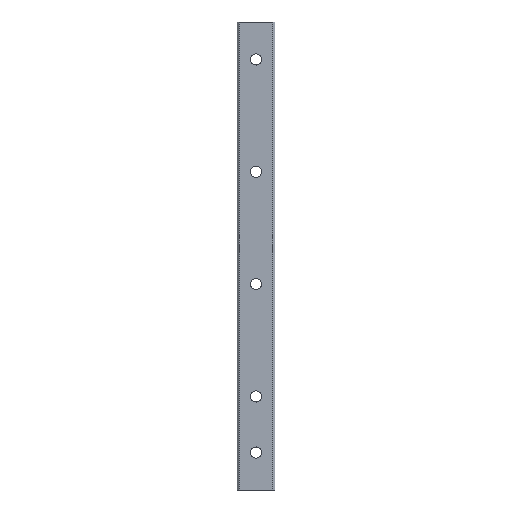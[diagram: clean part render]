
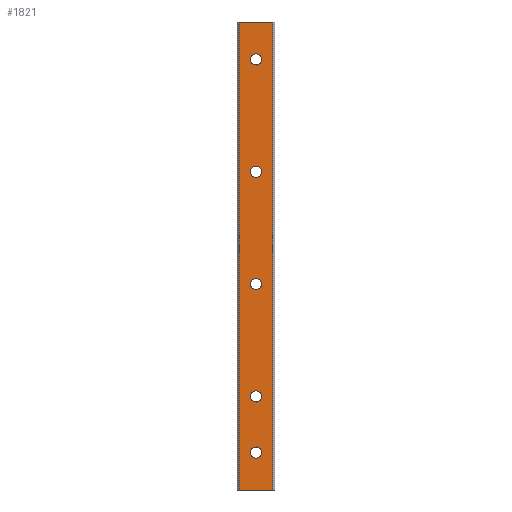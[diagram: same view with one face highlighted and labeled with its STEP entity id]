
A CAD part, front view. The second image highlights one B-rep face of the part: STEP entity #1821.
In plain terms, the highlighted planar face has unit normal (0, -1, 0).
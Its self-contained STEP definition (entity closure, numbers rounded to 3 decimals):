
#29 = VERTEX_POINT ( 'NONE', #1598 ) ;
#43 = CIRCLE ( 'NONE', #191, 3. ) ;
#83 = ORIENTED_EDGE ( 'NONE', *, *, #2217, .F. ) ;
#96 = CARTESIAN_POINT ( 'NONE',  ( 0., -14., -78. ) ) ;
#116 = DIRECTION ( 'NONE',  ( 0., 1., 0. ) ) ;
#130 = LINE ( 'NONE', #1117, #1307 ) ;
#137 = AXIS2_PLACEMENT_3D ( 'NONE', #1273, #731, #1099 ) ;
#146 = DIRECTION ( 'NONE',  ( 0., 1., 0. ) ) ;
#148 = FACE_BOUND ( 'NONE', #1711, .T. ) ;
#166 = ORIENTED_EDGE ( 'NONE', *, *, #1999, .T. ) ;
#171 = DIRECTION ( 'NONE',  ( 0., 0., -1. ) ) ;
#180 = CARTESIAN_POINT ( 'NONE',  ( 0., -14., -75. ) ) ;
#188 = CARTESIAN_POINT ( 'NONE',  ( 0., -14., -18. ) ) ;
#191 = AXIS2_PLACEMENT_3D ( 'NONE', #1138, #292, #2258 ) ;
#196 = DIRECTION ( 'NONE',  ( 0., 0., 1. ) ) ;
#216 = DIRECTION ( 'NONE',  ( 0., 1., 0. ) ) ;
#217 = ORIENTED_EDGE ( 'NONE', *, *, #2200, .T. ) ;
#252 = VERTEX_POINT ( 'NONE', #1671 ) ;
#254 = VERTEX_POINT ( 'NONE', #96 ) ;
#292 = DIRECTION ( 'NONE',  ( 0., 1., 0. ) ) ;
#314 = CARTESIAN_POINT ( 'NONE',  ( 0., -14., -12. ) ) ;
#323 = ORIENTED_EDGE ( 'NONE', *, *, #1914, .T. ) ;
#370 = DIRECTION ( 'NONE',  ( 0., 0., 1. ) ) ;
#386 = EDGE_LOOP ( 'NONE', ( #217, #901 ) ) ;
#435 = DIRECTION ( 'NONE',  ( 0., 1., 0. ) ) ;
#451 = FACE_BOUND ( 'NONE', #1049, .T. ) ;
#477 = AXIS2_PLACEMENT_3D ( 'NONE', #1664, #216, #1646 ) ;
#514 = AXIS2_PLACEMENT_3D ( 'NONE', #1369, #1549, #2193 ) ;
#527 = CIRCLE ( 'NONE', #577, 3. ) ;
#577 = AXIS2_PLACEMENT_3D ( 'NONE', #594, #1994, #971 ) ;
#594 = CARTESIAN_POINT ( 'NONE',  ( 0., -14., -105. ) ) ;
#595 = CIRCLE ( 'NONE', #477, 3. ) ;
#611 = VERTEX_POINT ( 'NONE', #1621 ) ;
#615 = CARTESIAN_POINT ( 'NONE',  ( 0., -14., -15. ) ) ;
#622 = DIRECTION ( 'NONE',  ( 0., 0., 1. ) ) ;
#629 = EDGE_CURVE ( 'NONE', #252, #1374, #595, .T. ) ;
#635 = EDGE_LOOP ( 'NONE', ( #1190, #710 ) ) ;
#710 = ORIENTED_EDGE ( 'NONE', *, *, #1371, .T. ) ;
#731 = DIRECTION ( 'NONE',  ( 0., 1., 0. ) ) ;
#747 = ORIENTED_EDGE ( 'NONE', *, *, #1277, .F. ) ;
#764 = CARTESIAN_POINT ( 'NONE',  ( 9., -14., 125. ) ) ;
#768 = VERTEX_POINT ( 'NONE', #764 ) ;
#785 = FACE_OUTER_BOUND ( 'NONE', #1944, .T. ) ;
#787 = CIRCLE ( 'NONE', #978, 3. ) ;
#790 = DIRECTION ( 'NONE',  ( 0., 0., 1. ) ) ;
#843 = LINE ( 'NONE', #1330, #1804 ) ;
#886 = EDGE_CURVE ( 'NONE', #1869, #2068, #43, .T. ) ;
#892 = FACE_BOUND ( 'NONE', #635, .T. ) ;
#894 = CIRCLE ( 'NONE', #1050, 3. ) ;
#901 = ORIENTED_EDGE ( 'NONE', *, *, #1749, .T. ) ;
#937 = DIRECTION ( 'NONE',  ( 0., 0., 1. ) ) ;
#962 = CARTESIAN_POINT ( 'NONE',  ( 0., -14., 48. ) ) ;
#971 = DIRECTION ( 'NONE',  ( 0., 0., 1. ) ) ;
#978 = AXIS2_PLACEMENT_3D ( 'NONE', #615, #116, #622 ) ;
#1025 = VERTEX_POINT ( 'NONE', #2250 ) ;
#1026 = CARTESIAN_POINT ( 'NONE',  ( -9., -14., -125. ) ) ;
#1049 = EDGE_LOOP ( 'NONE', ( #1376, #323 ) ) ;
#1050 = AXIS2_PLACEMENT_3D ( 'NONE', #1074, #1775, #370 ) ;
#1074 = CARTESIAN_POINT ( 'NONE',  ( 0., -14., -75. ) ) ;
#1099 = DIRECTION ( 'NONE',  ( 0., 0., 1. ) ) ;
#1112 = DIRECTION ( 'NONE',  ( 0., 1., 0. ) ) ;
#1117 = CARTESIAN_POINT ( 'NONE',  ( -9., -14., 125. ) ) ;
#1136 = ORIENTED_EDGE ( 'NONE', *, *, #1299, .T. ) ;
#1138 = CARTESIAN_POINT ( 'NONE',  ( 0., -14., -15. ) ) ;
#1190 = ORIENTED_EDGE ( 'NONE', *, *, #886, .T. ) ;
#1199 = CIRCLE ( 'NONE', #1254, 3. ) ;
#1228 = CARTESIAN_POINT ( 'NONE',  ( -9., -14., 125. ) ) ;
#1254 = AXIS2_PLACEMENT_3D ( 'NONE', #1989, #1112, #937 ) ;
#1270 = ORIENTED_EDGE ( 'NONE', *, *, #1550, .T. ) ;
#1273 = CARTESIAN_POINT ( 'NONE',  ( 0., -14., 105. ) ) ;
#1277 = EDGE_CURVE ( 'NONE', #768, #1025, #2056, .T. ) ;
#1294 = DIRECTION ( 'NONE',  ( 0., 0., -1. ) ) ;
#1299 = EDGE_CURVE ( 'NONE', #1374, #252, #1199, .T. ) ;
#1307 = VECTOR ( 'NONE', #1378, 1000. ) ;
#1330 = CARTESIAN_POINT ( 'NONE',  ( -9., -14., -125. ) ) ;
#1352 = EDGE_LOOP ( 'NONE', ( #1136, #2046 ) ) ;
#1357 = DIRECTION ( 'NONE',  ( 1., 0., 0. ) ) ;
#1369 = CARTESIAN_POINT ( 'NONE',  ( 0., -14., -105. ) ) ;
#1371 = EDGE_CURVE ( 'NONE', #2068, #1869, #787, .T. ) ;
#1374 = VERTEX_POINT ( 'NONE', #962 ) ;
#1376 = ORIENTED_EDGE ( 'NONE', *, *, #1642, .T. ) ;
#1378 = DIRECTION ( 'NONE',  ( 1., 0., 0. ) ) ;
#1402 = AXIS2_PLACEMENT_3D ( 'NONE', #1855, #435, #790 ) ;
#1408 = VERTEX_POINT ( 'NONE', #2206 ) ;
#1424 = CARTESIAN_POINT ( 'NONE',  ( -9., -14., 125. ) ) ;
#1431 = EDGE_CURVE ( 'NONE', #1903, #1025, #843, .T. ) ;
#1475 = FACE_BOUND ( 'NONE', #1352, .T. ) ;
#1492 = CARTESIAN_POINT ( 'NONE',  ( 9., -14., 125. ) ) ;
#1500 = PLANE ( 'NONE',  #1402 ) ;
#1549 = DIRECTION ( 'NONE',  ( 0., 1., 0. ) ) ;
#1550 = EDGE_CURVE ( 'NONE', #254, #1692, #894, .T. ) ;
#1598 = CARTESIAN_POINT ( 'NONE',  ( 0., -14., -102. ) ) ;
#1602 = DIRECTION ( 'NONE',  ( 0., 1., 0. ) ) ;
#1604 = ORIENTED_EDGE ( 'NONE', *, *, #2066, .T. ) ;
#1618 = CIRCLE ( 'NONE', #1723, 3. ) ;
#1621 = CARTESIAN_POINT ( 'NONE',  ( 0., -14., 108. ) ) ;
#1642 = EDGE_CURVE ( 'NONE', #611, #2032, #1990, .T. ) ;
#1646 = DIRECTION ( 'NONE',  ( 0., 0., 1. ) ) ;
#1660 = ORIENTED_EDGE ( 'NONE', *, *, #1431, .T. ) ;
#1664 = CARTESIAN_POINT ( 'NONE',  ( 0., -14., 45. ) ) ;
#1671 = CARTESIAN_POINT ( 'NONE',  ( 0., -14., 42. ) ) ;
#1692 = VERTEX_POINT ( 'NONE', #2212 ) ;
#1711 = EDGE_LOOP ( 'NONE', ( #1604, #1270 ) ) ;
#1723 = AXIS2_PLACEMENT_3D ( 'NONE', #180, #1602, #196 ) ;
#1726 = CARTESIAN_POINT ( 'NONE',  ( 0., -14., 105. ) ) ;
#1749 = EDGE_CURVE ( 'NONE', #1408, #29, #527, .T. ) ;
#1750 = FACE_BOUND ( 'NONE', #386, .T. ) ;
#1775 = DIRECTION ( 'NONE',  ( 0., 1., 0. ) ) ;
#1804 = VECTOR ( 'NONE', #1357, 1000. ) ;
#1821 = ADVANCED_FACE ( 'NONE', ( #1475, #1750, #451, #785, #892, #148 ), #1500, .F. ) ;
#1829 = CIRCLE ( 'NONE', #514, 3. ) ;
#1855 = CARTESIAN_POINT ( 'NONE',  ( -9., -14., 125. ) ) ;
#1869 = VERTEX_POINT ( 'NONE', #314 ) ;
#1879 = AXIS2_PLACEMENT_3D ( 'NONE', #1726, #146, #2089 ) ;
#1884 = LINE ( 'NONE', #1228, #2020 ) ;
#1903 = VERTEX_POINT ( 'NONE', #1026 ) ;
#1914 = EDGE_CURVE ( 'NONE', #2032, #611, #2191, .T. ) ;
#1920 = CARTESIAN_POINT ( 'NONE',  ( 0., -14., 102. ) ) ;
#1944 = EDGE_LOOP ( 'NONE', ( #1660, #747, #83, #166 ) ) ;
#1989 = CARTESIAN_POINT ( 'NONE',  ( 0., -14., 45. ) ) ;
#1990 = CIRCLE ( 'NONE', #137, 3. ) ;
#1994 = DIRECTION ( 'NONE',  ( 0., 1., 0. ) ) ;
#1999 = EDGE_CURVE ( 'NONE', #2096, #1903, #1884, .T. ) ;
#2020 = VECTOR ( 'NONE', #171, 1000. ) ;
#2025 = VECTOR ( 'NONE', #1294, 1000. ) ;
#2032 = VERTEX_POINT ( 'NONE', #1920 ) ;
#2046 = ORIENTED_EDGE ( 'NONE', *, *, #629, .T. ) ;
#2056 = LINE ( 'NONE', #1492, #2025 ) ;
#2066 = EDGE_CURVE ( 'NONE', #1692, #254, #1618, .T. ) ;
#2068 = VERTEX_POINT ( 'NONE', #188 ) ;
#2089 = DIRECTION ( 'NONE',  ( 0., 0., 1. ) ) ;
#2096 = VERTEX_POINT ( 'NONE', #1424 ) ;
#2191 = CIRCLE ( 'NONE', #1879, 3. ) ;
#2193 = DIRECTION ( 'NONE',  ( 0., 0., 1. ) ) ;
#2200 = EDGE_CURVE ( 'NONE', #29, #1408, #1829, .T. ) ;
#2206 = CARTESIAN_POINT ( 'NONE',  ( 0., -14., -108. ) ) ;
#2212 = CARTESIAN_POINT ( 'NONE',  ( 0., -14., -72. ) ) ;
#2217 = EDGE_CURVE ( 'NONE', #2096, #768, #130, .T. ) ;
#2250 = CARTESIAN_POINT ( 'NONE',  ( 9., -14., -125. ) ) ;
#2258 = DIRECTION ( 'NONE',  ( 0., 0., 1. ) ) ;
